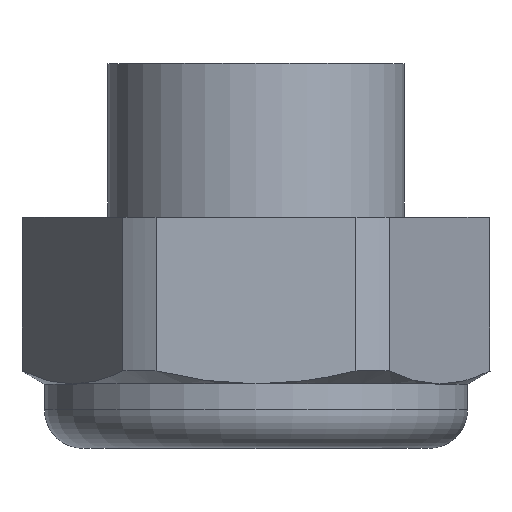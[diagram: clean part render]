
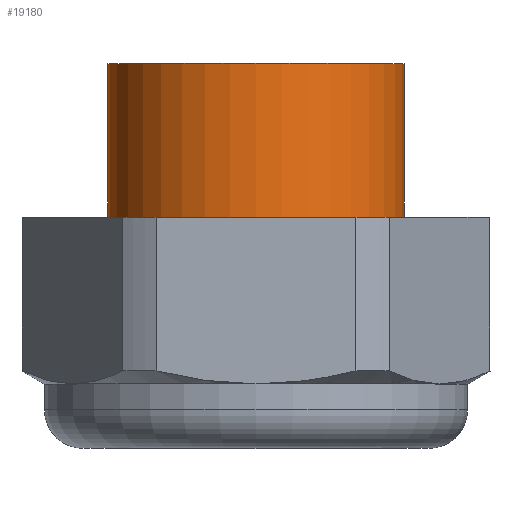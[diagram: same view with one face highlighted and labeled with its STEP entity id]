
A CAD part, top view. The second image highlights one B-rep face of the part: STEP entity #19180.
In plain terms, the highlighted cylindrical face has radius 11.55 mm (diameter 23.1 mm), a partial arc.
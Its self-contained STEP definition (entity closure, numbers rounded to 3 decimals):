
#15670=CARTESIAN_POINT('',(0.,0.,30.));
#15680=DIRECTION('',(0.,0.,1.));
#15690=DIRECTION('',(-1.,0.,0.));
#15700=AXIS2_PLACEMENT_3D('',#15670,#15680,#15690);
#15710=CIRCLE('',#15700,11.55);
#15720=CARTESIAN_POINT('',(-11.55,0.,30.));
#15730=VERTEX_POINT('',#15720);
#15740=CARTESIAN_POINT('',(11.55,0.,30.));
#15750=VERTEX_POINT('',#15740);
#15760=EDGE_CURVE('',#15730,#15750,#15710,.T.);
#16860=CARTESIAN_POINT('',(11.55,0.,21.));
#16870=DIRECTION('',(0.,0.,1.));
#16880=VECTOR('',#16870,1.);
#16890=LINE('',#16860,#16880);
#16900=CARTESIAN_POINT('',(11.55,0.,11.));
#16910=VERTEX_POINT('',#16900);
#16920=EDGE_CURVE('',#16910,#15750,#16890,.T.);
#16960=CARTESIAN_POINT('',(-11.55,0.,21.));
#16970=DIRECTION('',(0.,0.,1.));
#16980=VECTOR('',#16970,1.);
#16990=LINE('',#16960,#16980);
#17000=CARTESIAN_POINT('',(-11.55,0.,11.));
#17010=VERTEX_POINT('',#17000);
#17020=EDGE_CURVE('',#17010,#15730,#16990,.T.);
#17040=CARTESIAN_POINT('',(0.,0.,11.));
#17050=DIRECTION('',(0.,0.,1.));
#17060=DIRECTION('',(-1.,0.,0.));
#17070=AXIS2_PLACEMENT_3D('',#17040,#17050,#17060);
#17080=CIRCLE('',#17070,11.55);
#17310=EDGE_CURVE('',#17010,#16910,#17080,.T.);
#19070=CARTESIAN_POINT('',(0.,0.,21.));
#19080=DIRECTION('',(0.,0.,1.));
#19090=DIRECTION('',(-1.,0.,0.));
#19100=AXIS2_PLACEMENT_3D('',#19070,#19080,#19090);
#19110=CYLINDRICAL_SURFACE('',#19100,11.55);
#19120=ORIENTED_EDGE('',*,*,#15760,.F.);
#19130=ORIENTED_EDGE('',*,*,#16920,.T.);
#19140=ORIENTED_EDGE('',*,*,#17310,.T.);
#19150=ORIENTED_EDGE('',*,*,#17020,.F.);
#19160=EDGE_LOOP('',(#19150,#19140,#19130,#19120));
#19170=FACE_OUTER_BOUND('',#19160,.T.);
#19180=ADVANCED_FACE('',(#19170),#19110,.T.);
